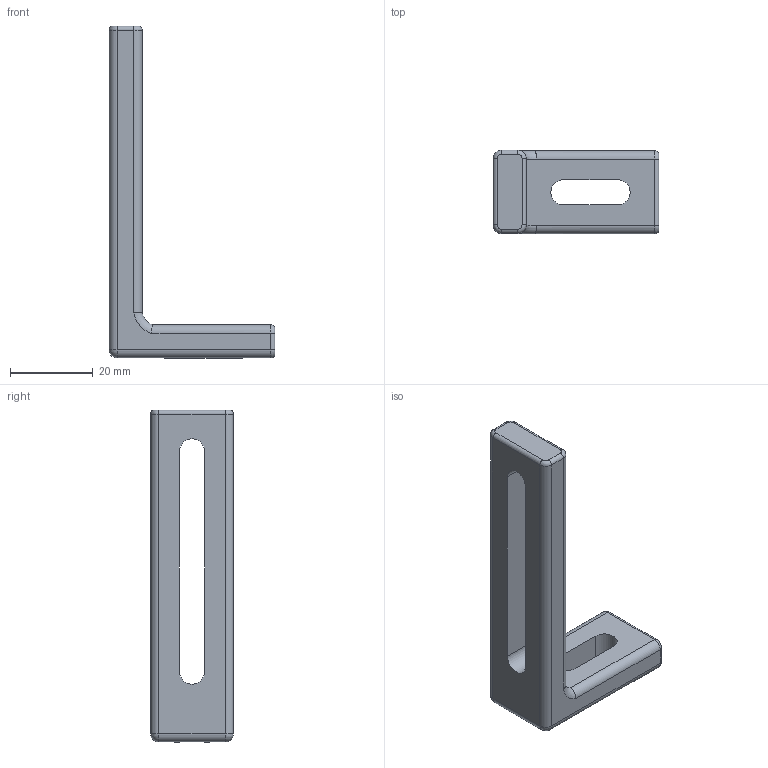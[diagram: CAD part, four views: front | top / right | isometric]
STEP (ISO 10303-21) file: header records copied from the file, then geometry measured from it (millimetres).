
FILE_DESCRIPTION(('FreeCAD Model'),'2;1');
FILE_NAME('Open CASCADE Shape Model','2024-03-20T11:40:21',(''),(''), 'Open CASCADE STEP processor 7.6','FreeCAD','Unknown');
FILE_SCHEMA(('AUTOMOTIVE_DESIGN { 1 0 10303 214 1 1 1 1 }'));
Length unit declared in the file: millimetre
Products named in the file (1): STI8-E804020
Bounding box: 40 x 20 x 80 mm (x, y, z)
Volume: 13821.3 mm3; surface area: 6584 mm2
Topology: 1 solids, 1 shells, 47 faces, 111 edges, 64 vertices
Faces by surface type: cylinder 21, plane 14, torus 10, sphere 2
Entity records: 3271 total; most frequent: CARTESIAN_POINT 985, DIRECTION 452, LINE 241, VECTOR 241, ORIENTED_EDGE 218, PCURVE 218, DEFINITIONAL_REPRESENTATION 218, EDGE_CURVE 109
